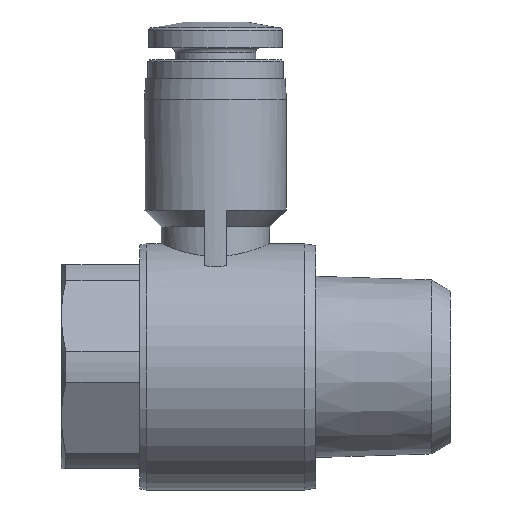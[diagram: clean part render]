
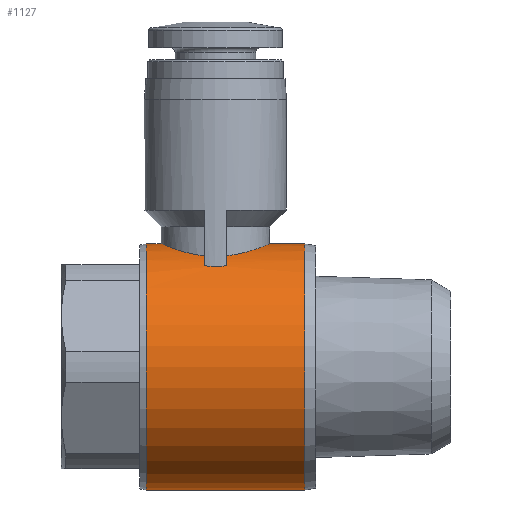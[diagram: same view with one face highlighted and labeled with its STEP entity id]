
A CAD part, left-side view. The second image highlights one B-rep face of the part: STEP entity #1127.
In plain terms, the highlighted cylindrical face has radius 9.1 mm (diameter 18.2 mm), a full revolution.
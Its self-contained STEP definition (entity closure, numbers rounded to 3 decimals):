
#32=CYLINDRICAL_SURFACE('',#1220,9.1);
#123=B_SPLINE_CURVE_WITH_KNOTS('',3,(#1627,#1628,#1629,#1630,#1631,#1632,
#1633),.UNSPECIFIED.,.F.,.F.,(4,1,1,1,4),(0.001,0.004,
0.006,0.009,0.012),
 .UNSPECIFIED.);
#124=B_SPLINE_CURVE_WITH_KNOTS('',3,(#1639,#1640,#1641,#1642,#1643,#1644,
#1645,#1646),.UNSPECIFIED.,.F.,.F.,(4,1,1,1,1,4),(0.013,0.016,
0.018,0.019,0.022,0.025),
 .UNSPECIFIED.);
#125=B_SPLINE_CURVE_WITH_KNOTS('',3,(#1660,#1661,#1662,#1663),
 .UNSPECIFIED.,.F.,.F.,(4,4),(0.023,0.025),
 .UNSPECIFIED.);
#126=B_SPLINE_CURVE_WITH_KNOTS('',3,(#1671,#1672,#1673,#1674),
 .UNSPECIFIED.,.F.,.F.,(4,4),(0.006,0.008),
 .UNSPECIFIED.);
#251=ORIENTED_EDGE('',*,*,#408,.F.);
#252=ORIENTED_EDGE('',*,*,#409,.T.);
#253=ORIENTED_EDGE('',*,*,#373,.T.);
#254=ORIENTED_EDGE('',*,*,#405,.T.);
#255=ORIENTED_EDGE('',*,*,#386,.T.);
#256=ORIENTED_EDGE('',*,*,#404,.T.);
#257=ORIENTED_EDGE('',*,*,#376,.T.);
#258=ORIENTED_EDGE('',*,*,#407,.T.);
#259=ORIENTED_EDGE('',*,*,#382,.T.);
#260=ORIENTED_EDGE('',*,*,#406,.T.);
#373=EDGE_CURVE('',#460,#458,#123,.T.);
#376=EDGE_CURVE('',#462,#463,#124,.T.);
#382=EDGE_CURVE('',#469,#468,#125,.T.);
#386=EDGE_CURVE('',#473,#472,#126,.T.);
#404=EDGE_CURVE('',#472,#462,#526,.F.);
#405=EDGE_CURVE('',#458,#473,#527,.F.);
#406=EDGE_CURVE('',#468,#460,#528,.F.);
#407=EDGE_CURVE('',#463,#469,#529,.F.);
#408=EDGE_CURVE('',#486,#486,#530,.T.);
#409=EDGE_CURVE('',#487,#487,#531,.T.);
#458=VERTEX_POINT('',#1625);
#460=VERTEX_POINT('',#1634);
#462=VERTEX_POINT('',#1647);
#463=VERTEX_POINT('',#1648);
#468=VERTEX_POINT('',#1659);
#469=VERTEX_POINT('',#1664);
#472=VERTEX_POINT('',#1670);
#473=VERTEX_POINT('',#1675);
#486=VERTEX_POINT('',#1740);
#487=VERTEX_POINT('',#1742);
#526=CIRCLE('',#1213,9.1);
#527=CIRCLE('',#1215,9.1);
#528=CIRCLE('',#1217,9.1);
#529=CIRCLE('',#1219,9.1);
#530=CIRCLE('',#1221,9.1);
#531=CIRCLE('',#1222,9.1);
#593=EDGE_LOOP('',(#251));
#594=EDGE_LOOP('',(#252));
#595=EDGE_LOOP('',(#253,#254,#255,#256,#257,#258,#259,#260));
#672=FACE_BOUND('',#593,.T.);
#673=FACE_BOUND('',#594,.T.);
#674=FACE_BOUND('',#595,.T.);
#1127=ADVANCED_FACE('',(#672,#673,#674),#32,.T.);
#1213=AXIS2_PLACEMENT_3D('',#1731,#1407,#1408);
#1215=AXIS2_PLACEMENT_3D('',#1733,#1411,#1412);
#1217=AXIS2_PLACEMENT_3D('',#1735,#1415,#1416);
#1219=AXIS2_PLACEMENT_3D('',#1737,#1419,#1420);
#1220=AXIS2_PLACEMENT_3D('',#1738,#1421,#1422);
#1221=AXIS2_PLACEMENT_3D('',#1739,#1423,#1424);
#1222=AXIS2_PLACEMENT_3D('',#1741,#1425,#1426);
#1407=DIRECTION('',(0.,1.,0.));
#1408=DIRECTION('',(0.,0.,1.));
#1411=DIRECTION('',(0.,-1.,0.));
#1412=DIRECTION('',(0.,0.,-1.));
#1415=DIRECTION('',(0.,-1.,0.));
#1416=DIRECTION('',(0.,0.,-1.));
#1419=DIRECTION('',(0.,1.,0.));
#1420=DIRECTION('',(0.,0.,1.));
#1421=DIRECTION('',(0.,-1.,0.));
#1422=DIRECTION('',(0.,0.,-1.));
#1423=DIRECTION('',(0.,-1.,0.));
#1424=DIRECTION('',(0.,0.,-1.));
#1425=DIRECTION('',(0.,-1.,0.));
#1426=DIRECTION('',(0.,0.,-1.));
#1625=CARTESIAN_POINT('',(3.919,-10.6,8.213));
#1627=CARTESIAN_POINT('',(-3.919,-10.6,8.213));
#1628=CARTESIAN_POINT('',(-3.735,-9.7,8.3));
#1629=CARTESIAN_POINT('',(-2.748,-8.067,8.777));
#1630=CARTESIAN_POINT('',(-0.005,-7.064,9.262));
#1631=CARTESIAN_POINT('',(2.755,-8.075,8.776));
#1632=CARTESIAN_POINT('',(3.733,-9.687,8.302));
#1633=CARTESIAN_POINT('',(3.919,-10.6,8.213));
#1634=CARTESIAN_POINT('',(-3.919,-10.6,8.213));
#1639=CARTESIAN_POINT('',(3.919,-12.2,8.213));
#1640=CARTESIAN_POINT('',(3.735,-13.104,8.301));
#1641=CARTESIAN_POINT('',(2.987,-14.324,8.655));
#1642=CARTESIAN_POINT('',(1.389,-15.236,9.026));
#1643=CARTESIAN_POINT('',(-0.465,-15.565,9.177));
#1644=CARTESIAN_POINT('',(-2.75,-14.732,8.778));
#1645=CARTESIAN_POINT('',(-3.736,-13.099,8.3));
#1646=CARTESIAN_POINT('',(-3.919,-12.2,8.213));
#1647=CARTESIAN_POINT('',(3.919,-12.2,8.213));
#1648=CARTESIAN_POINT('',(-3.919,-12.2,8.213));
#1659=CARTESIAN_POINT('',(-5.189,-10.6,7.476));
#1660=CARTESIAN_POINT('',(-5.189,-12.2,7.476));
#1661=CARTESIAN_POINT('',(-5.27,-11.673,7.419));
#1662=CARTESIAN_POINT('',(-5.27,-11.127,7.419));
#1663=CARTESIAN_POINT('',(-5.189,-10.6,7.476));
#1664=CARTESIAN_POINT('',(-5.189,-12.2,7.476));
#1670=CARTESIAN_POINT('',(5.189,-12.2,7.476));
#1671=CARTESIAN_POINT('',(5.189,-10.6,7.476));
#1672=CARTESIAN_POINT('',(5.27,-11.126,7.42));
#1673=CARTESIAN_POINT('',(5.27,-11.674,7.42));
#1674=CARTESIAN_POINT('',(5.189,-12.2,7.476));
#1675=CARTESIAN_POINT('',(5.189,-10.6,7.476));
#1731=CARTESIAN_POINT('',(0.,-12.2,0.));
#1733=CARTESIAN_POINT('',(0.,-10.6,0.));
#1735=CARTESIAN_POINT('',(0.,-10.6,0.));
#1737=CARTESIAN_POINT('',(0.,-12.2,0.));
#1738=CARTESIAN_POINT('',(0.,-28.8,0.));
#1739=CARTESIAN_POINT('',(0.,-18.012,0.));
#1740=CARTESIAN_POINT('',(0.,-18.012,-9.1));
#1741=CARTESIAN_POINT('',(0.,-6.292,0.));
#1742=CARTESIAN_POINT('',(0.,-6.292,-9.1));
